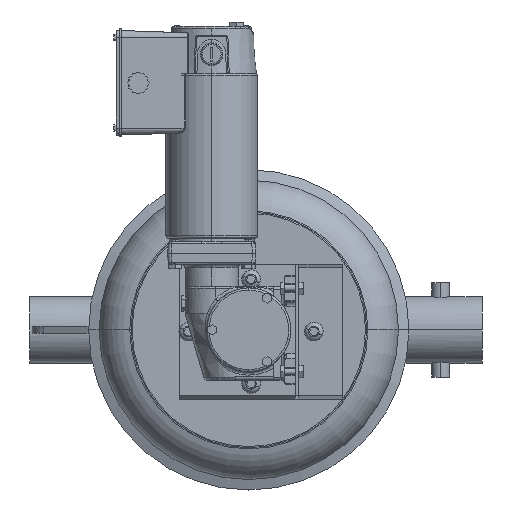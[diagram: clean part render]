
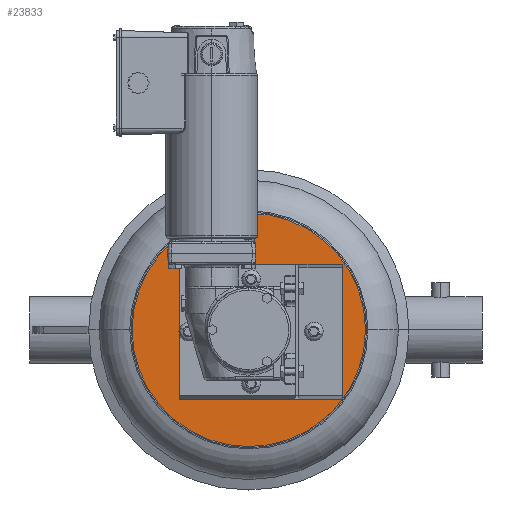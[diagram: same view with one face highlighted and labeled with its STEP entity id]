
A CAD part, left-side view. The second image highlights one B-rep face of the part: STEP entity #23833.
In plain terms, the highlighted planar face has unit normal (-1, 0, 0).
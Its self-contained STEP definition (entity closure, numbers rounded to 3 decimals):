
#223 = CARTESIAN_POINT ( 'NONE',  ( 0., 0.086, 0. ) ) ;
#1307 = AXIS2_PLACEMENT_3D ( 'NONE', #4366, #23467, #11290 ) ;
#2681 = DIRECTION ( 'NONE',  ( 0., 0., -1. ) ) ;
#3351 = ORIENTED_EDGE ( 'NONE', *, *, #11948, .F. ) ;
#4366 = CARTESIAN_POINT ( 'NONE',  ( 0., 0.086, 0. ) ) ;
#9447 = ORIENTED_EDGE ( 'NONE', *, *, #12968, .F. ) ;
#9677 = AXIS2_PLACEMENT_3D ( 'NONE', #14617, #15036, #22049 ) ;
#11290 = DIRECTION ( 'NONE',  ( 0., 0., -1. ) ) ;
#11948 = EDGE_CURVE ( 'NONE', #20728, #30853, #30105, .T. ) ;
#12968 = EDGE_CURVE ( 'NONE', #30853, #20728, #24448, .T. ) ;
#14617 = CARTESIAN_POINT ( 'NONE',  ( 0., 0.086, 0. ) ) ;
#15036 = DIRECTION ( 'NONE',  ( 1., 0., 0. ) ) ;
#15930 = AXIS2_PLACEMENT_3D ( 'NONE', #223, #22064, #2681 ) ;
#17320 = EDGE_LOOP ( 'NONE', ( #9447, #3351 ) ) ;
#19004 = CARTESIAN_POINT ( 'NONE',  ( 0., 0.086, -106.362 ) ) ;
#20728 = VERTEX_POINT ( 'NONE', #19004 ) ;
#22042 = FACE_OUTER_BOUND ( 'NONE', #17320, .T. ) ;
#22049 = DIRECTION ( 'NONE',  ( 0., 0., -1. ) ) ;
#22064 = DIRECTION ( 'NONE',  ( 1., 0., 0. ) ) ;
#23467 = DIRECTION ( 'NONE',  ( 1., 0., 0. ) ) ;
#23833 = ADVANCED_FACE ( 'NONE', ( #22042 ), #25735, .F. ) ;
#24448 = CIRCLE ( 'NONE', #15930, 106.362 ) ;
#25735 = PLANE ( 'NONE',  #1307 ) ;
#27479 = CARTESIAN_POINT ( 'NONE',  ( 0., 0.086, 106.362 ) ) ;
#30105 = CIRCLE ( 'NONE', #9677, 106.362 ) ;
#30853 = VERTEX_POINT ( 'NONE', #27479 ) ;
